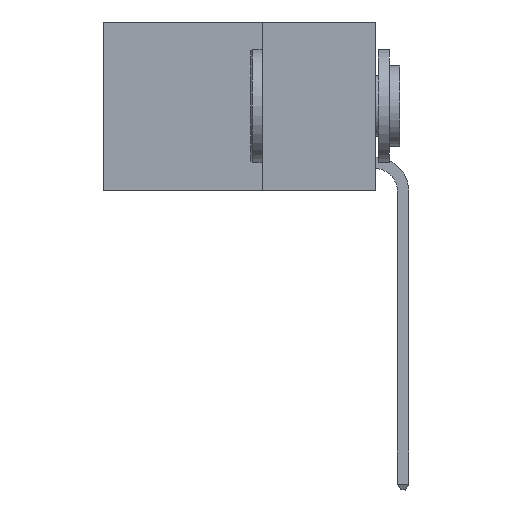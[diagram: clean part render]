
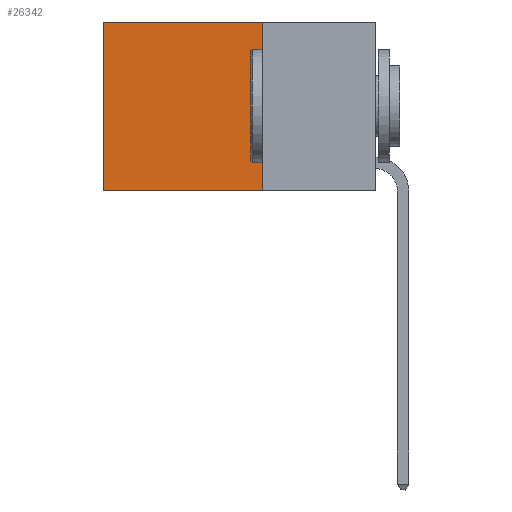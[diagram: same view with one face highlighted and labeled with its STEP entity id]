
A CAD part, left-side view. The second image highlights one B-rep face of the part: STEP entity #26342.
In plain terms, the highlighted planar face has unit normal (-1, 0, 0).
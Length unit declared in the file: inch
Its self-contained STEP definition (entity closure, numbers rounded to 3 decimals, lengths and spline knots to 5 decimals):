
#581 = DIRECTION ( 'NONE',  ( 0., 1., 0. ) ) ;
#592 = PLANE ( 'NONE',  #15503 ) ;
#2612 = DIRECTION ( 'NONE',  ( 0., 1., 0. ) ) ;
#2977 = EDGE_CURVE ( 'NONE', #11815, #5428, #23212, .T. ) ;
#3021 = DIRECTION ( 'NONE',  ( 1., 0., 0. ) ) ;
#3207 = ORIENTED_EDGE ( 'NONE', *, *, #24746, .F. ) ;
#3686 = VECTOR ( 'NONE', #2612, 39.37008 ) ;
#5428 = VERTEX_POINT ( 'NONE', #13675 ) ;
#6536 = LINE ( 'NONE', #28565, #23724 ) ;
#7365 = EDGE_CURVE ( 'NONE', #26589, #24394, #6536, .T. ) ;
#7383 = CARTESIAN_POINT ( 'NONE',  ( 0.2625, 0.25, -0.37 ) ) ;
#8905 = CARTESIAN_POINT ( 'NONE',  ( 0.2625, 0.25, 0. ) ) ;
#11318 = DIRECTION ( 'NONE',  ( 0., 0., -1. ) ) ;
#11631 = VECTOR ( 'NONE', #27558, 39.37008 ) ;
#11815 = VERTEX_POINT ( 'NONE', #26580 ) ;
#13257 = EDGE_LOOP ( 'NONE', ( #20915, #21390, #3207, #19237 ) ) ;
#13675 = CARTESIAN_POINT ( 'NONE',  ( 0.2625, 0.6, -0.37 ) ) ;
#14841 = LINE ( 'NONE', #8905, #26289 ) ;
#15503 = AXIS2_PLACEMENT_3D ( 'NONE', #28573, #3021, #19621 ) ;
#19237 = ORIENTED_EDGE ( 'NONE', *, *, #7365, .T. ) ;
#19621 = DIRECTION ( 'NONE',  ( 0., 0., -1. ) ) ;
#20225 = CARTESIAN_POINT ( 'NONE',  ( 0.2625, 0.6, 0. ) ) ;
#20421 = CARTESIAN_POINT ( 'NONE',  ( 0.2625, 0.25, 0. ) ) ;
#20915 = ORIENTED_EDGE ( 'NONE', *, *, #23368, .T. ) ;
#21390 = ORIENTED_EDGE ( 'NONE', *, *, #2977, .F. ) ;
#23212 = LINE ( 'NONE', #7383, #3686 ) ;
#23368 = EDGE_CURVE ( 'NONE', #24394, #5428, #29869, .T. ) ;
#23724 = VECTOR ( 'NONE', #581, 39.37008 ) ;
#24394 = VERTEX_POINT ( 'NONE', #20225 ) ;
#24746 = EDGE_CURVE ( 'NONE', #26589, #11815, #14841, .T. ) ;
#25273 = CARTESIAN_POINT ( 'NONE',  ( 0.2625, 0.6, 0. ) ) ;
#26289 = VECTOR ( 'NONE', #11318, 39.37008 ) ;
#26342 = ADVANCED_FACE ( 'NONE', ( #28974 ), #592, .F. ) ;
#26580 = CARTESIAN_POINT ( 'NONE',  ( 0.2625, 0.25, -0.37 ) ) ;
#26589 = VERTEX_POINT ( 'NONE', #20421 ) ;
#27558 = DIRECTION ( 'NONE',  ( 0., 0., -1. ) ) ;
#28565 = CARTESIAN_POINT ( 'NONE',  ( 0.2625, 0.25, 0. ) ) ;
#28573 = CARTESIAN_POINT ( 'NONE',  ( 0.2625, 0.25, 0. ) ) ;
#28974 = FACE_OUTER_BOUND ( 'NONE', #13257, .T. ) ;
#29869 = LINE ( 'NONE', #25273, #11631 ) ;
